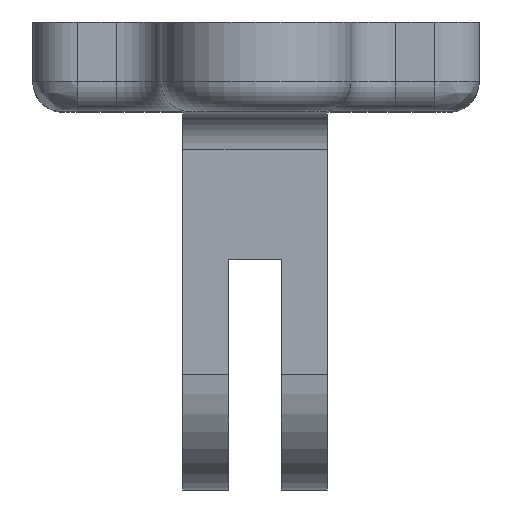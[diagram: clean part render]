
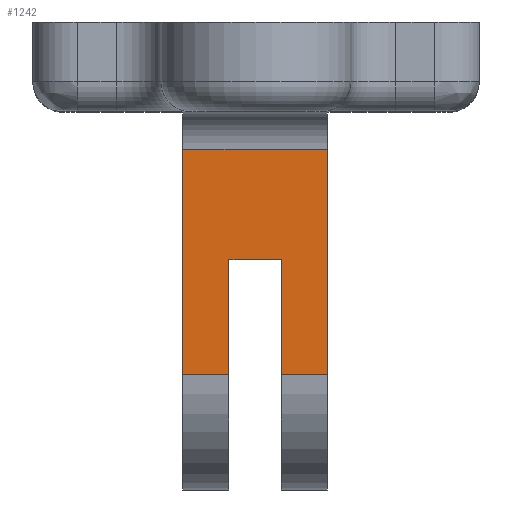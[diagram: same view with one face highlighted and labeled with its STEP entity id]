
A CAD part, top view. The second image highlights one B-rep face of the part: STEP entity #1242.
In plain terms, the highlighted planar face has unit normal (0, 0, 1).
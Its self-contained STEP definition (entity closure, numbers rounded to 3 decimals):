
#50=PLANE('',#1381);
#161=LINE('',#2130,#273);
#162=LINE('',#2134,#274);
#163=LINE('',#2136,#275);
#164=LINE('',#2138,#276);
#165=LINE('',#2140,#277);
#166=LINE('',#2142,#278);
#167=LINE('',#2144,#279);
#168=LINE('',#2145,#280);
#273=VECTOR('',#1722,10.);
#274=VECTOR('',#1727,10.);
#275=VECTOR('',#1728,10.);
#276=VECTOR('',#1729,10.);
#277=VECTOR('',#1730,10.);
#278=VECTOR('',#1731,10.);
#279=VECTOR('',#1732,10.);
#280=VECTOR('',#1733,10.);
#371=FACE_OUTER_BOUND('',#449,.T.);
#449=EDGE_LOOP('',(#1108,#1109,#1110,#1111,#1112,#1113,#1114,#1115));
#634=VERTEX_POINT('',#2127);
#635=VERTEX_POINT('',#2129);
#636=VERTEX_POINT('',#2133);
#637=VERTEX_POINT('',#2135);
#638=VERTEX_POINT('',#2137);
#639=VERTEX_POINT('',#2139);
#640=VERTEX_POINT('',#2141);
#641=VERTEX_POINT('',#2143);
#801=EDGE_CURVE('',#634,#635,#161,.T.);
#803=EDGE_CURVE('',#634,#636,#162,.T.);
#804=EDGE_CURVE('',#637,#636,#163,.T.);
#805=EDGE_CURVE('',#638,#637,#164,.T.);
#806=EDGE_CURVE('',#638,#639,#165,.T.);
#807=EDGE_CURVE('',#639,#640,#166,.T.);
#808=EDGE_CURVE('',#640,#641,#167,.T.);
#809=EDGE_CURVE('',#635,#641,#168,.T.);
#1108=ORIENTED_EDGE('',*,*,#801,.F.);
#1109=ORIENTED_EDGE('',*,*,#803,.T.);
#1110=ORIENTED_EDGE('',*,*,#804,.F.);
#1111=ORIENTED_EDGE('',*,*,#805,.F.);
#1112=ORIENTED_EDGE('',*,*,#806,.T.);
#1113=ORIENTED_EDGE('',*,*,#807,.T.);
#1114=ORIENTED_EDGE('',*,*,#808,.T.);
#1115=ORIENTED_EDGE('',*,*,#809,.F.);
#1242=ADVANCED_FACE('',(#371),#50,.F.);
#1381=AXIS2_PLACEMENT_3D('',#2132,#1725,#1726);
#1722=DIRECTION('',(1.,0.,0.));
#1725=DIRECTION('center_axis',(0.,0.,-1.));
#1726=DIRECTION('ref_axis',(0.,-1.,0.));
#1727=DIRECTION('',(0.,-1.,0.));
#1728=DIRECTION('',(-1.,0.,0.));
#1729=DIRECTION('',(0.,-1.,0.));
#1730=DIRECTION('',(1.,0.,0.));
#1731=DIRECTION('',(0.,-1.,0.));
#1732=DIRECTION('',(1.,0.,0.));
#1733=DIRECTION('',(0.,-1.,0.));
#2127=CARTESIAN_POINT('',(-4.857,-8.5,7.75));
#2129=CARTESIAN_POINT('',(4.857,-8.5,7.75));
#2130=CARTESIAN_POINT('',(-0.878,-8.5,7.75));
#2132=CARTESIAN_POINT('Origin',(-1.757,-6.,7.75));
#2133=CARTESIAN_POINT('',(-4.857,-23.65,7.75));
#2134=CARTESIAN_POINT('',(-4.857,-6.,7.75));
#2135=CARTESIAN_POINT('',(-1.757,-23.65,7.75));
#2136=CARTESIAN_POINT('',(-1.757,-23.65,7.75));
#2137=CARTESIAN_POINT('',(-1.757,-15.9,7.75));
#2138=CARTESIAN_POINT('',(-1.757,-6.,7.75));
#2139=CARTESIAN_POINT('',(1.757,-15.9,7.75));
#2140=CARTESIAN_POINT('',(-4.857,-15.9,7.75));
#2141=CARTESIAN_POINT('',(1.757,-23.65,7.75));
#2142=CARTESIAN_POINT('',(1.757,-6.,7.75));
#2143=CARTESIAN_POINT('',(4.857,-23.65,7.75));
#2144=CARTESIAN_POINT('',(1.757,-23.65,7.75));
#2145=CARTESIAN_POINT('',(4.857,-6.,7.75));
